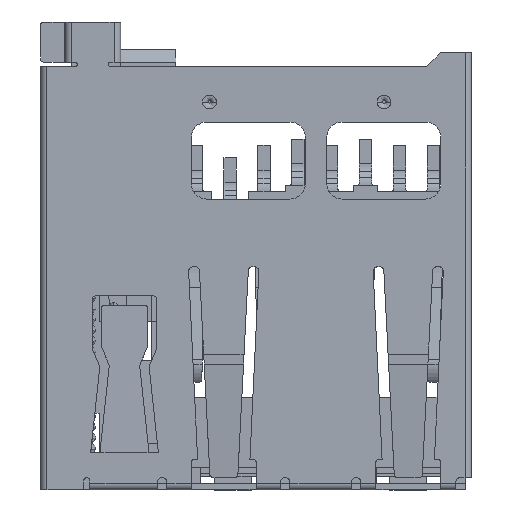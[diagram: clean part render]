
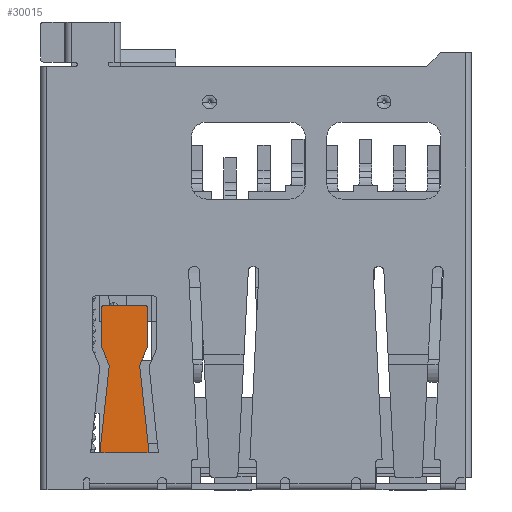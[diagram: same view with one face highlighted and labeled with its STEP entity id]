
A CAD part, top view. The second image highlights one B-rep face of the part: STEP entity #30015.
In plain terms, the highlighted face is planar.
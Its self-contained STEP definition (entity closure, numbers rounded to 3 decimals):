
#184 = ORIENTED_EDGE ( 'NONE', *, *, #16784, .T. ) ;
#958 = CARTESIAN_POINT ( 'NONE',  ( 3.518, 2.438, 0.14 ) ) ;
#1397 = LINE ( 'NONE', #8643, #40630 ) ;
#1502 = CARTESIAN_POINT ( 'NONE',  ( 3.618, 1.198, 0.118 ) ) ;
#1893 = DIRECTION ( 'NONE',  ( 0., 1., 0.017 ) ) ;
#2030 = CARTESIAN_POINT ( 'NONE',  ( 4.918, 1.098, 0.116 ) ) ;
#2621 = AXIS2_PLACEMENT_3D ( 'NONE', #1502, #24316, #4748 ) ;
#3178 = LINE ( 'NONE', #16309, #41372 ) ;
#3316 = CARTESIAN_POINT ( 'NONE',  ( 5.018, -0.001, 0.097 ) ) ;
#3925 = ORIENTED_EDGE ( 'NONE', *, *, #11880, .T. ) ;
#4046 = LINE ( 'NONE', #3316, #14769 ) ;
#4074 = DIRECTION ( 'NONE',  ( 0., -1., -0.017 ) ) ;
#4634 = DIRECTION ( 'NONE',  ( 0.107, 0.994, 0.017 ) ) ;
#4748 = DIRECTION ( 'NONE',  ( 0., 1., 0.017 ) ) ;
#4947 = CARTESIAN_POINT ( 'NONE',  ( 3.518, 1.198, 0.118 ) ) ;
#6163 = EDGE_CURVE ( 'NONE', #33022, #16122, #20914, .T. ) ;
#6448 = DIRECTION ( 'NONE',  ( -0.385, -0.923, -0.016 ) ) ;
#8588 = EDGE_CURVE ( 'NONE', #22325, #14846, #3178, .T. ) ;
#8643 = CARTESIAN_POINT ( 'NONE',  ( 0., 1.098, 0.116 ) ) ;
#8669 = VERTEX_POINT ( 'NONE', #4947 ) ;
#8955 = DIRECTION ( 'NONE',  ( 0., -1., -0.017 ) ) ;
#9734 = VECTOR ( 'NONE', #13331, 1000. ) ;
#10062 = EDGE_CURVE ( 'NONE', #14957, #16247, #18244, .T. ) ;
#10475 = FACE_OUTER_BOUND ( 'NONE', #25634, .T. ) ;
#11259 = VECTOR ( 'NONE', #25282, 1000. ) ;
#11880 = EDGE_CURVE ( 'NONE', #8669, #34381, #28807, .T. ) ;
#12340 = CARTESIAN_POINT ( 'NONE',  ( 3.618, 1.098, 0.116 ) ) ;
#13331 = DIRECTION ( 'NONE',  ( 1., 0., 0. ) ) ;
#13810 = ORIENTED_EDGE ( 'NONE', *, *, #8588, .T. ) ;
#14161 = ORIENTED_EDGE ( 'NONE', *, *, #6163, .T. ) ;
#14313 = LINE ( 'NONE', #32975, #30141 ) ;
#14472 = ORIENTED_EDGE ( 'NONE', *, *, #20730, .T. ) ;
#14769 = VECTOR ( 'NONE', #16019, 1000. ) ;
#14846 = VERTEX_POINT ( 'NONE', #30415 ) ;
#14957 = VERTEX_POINT ( 'NONE', #2030 ) ;
#15129 = PLANE ( 'NONE',  #24829 ) ;
#16019 = DIRECTION ( 'NONE',  ( 0., 1., 0.017 ) ) ;
#16122 = VERTEX_POINT ( 'NONE', #34248 ) ;
#16247 = VERTEX_POINT ( 'NONE', #28433 ) ;
#16309 = CARTESIAN_POINT ( 'NONE',  ( 3.47, 5.896, 0.2 ) ) ;
#16784 = EDGE_CURVE ( 'NONE', #25570, #33022, #28653, .T. ) ;
#18107 = ORIENTED_EDGE ( 'NONE', *, *, #30557, .T. ) ;
#18244 = CIRCLE ( 'NONE', #32270, 0.1 ) ;
#18666 = CARTESIAN_POINT ( 'NONE',  ( 5.018, 2.438, 0.14 ) ) ;
#18828 = DIRECTION ( 'NONE',  ( 0., -0.017, 1. ) ) ;
#19568 = DIRECTION ( 'NONE',  ( 0.107, -0.994, -0.017 ) ) ;
#19812 = ORIENTED_EDGE ( 'NONE', *, *, #10062, .T. ) ;
#20124 = VECTOR ( 'NONE', #4074, 1000. ) ;
#20730 = EDGE_CURVE ( 'NONE', #16247, #25570, #4046, .T. ) ;
#20793 = ORIENTED_EDGE ( 'NONE', *, *, #28357, .F. ) ;
#20914 = LINE ( 'NONE', #30859, #25535 ) ;
#21743 = CARTESIAN_POINT ( 'NONE',  ( 4.762, 3.054, 0.15 ) ) ;
#22140 = CARTESIAN_POINT ( 'NONE',  ( 0., -0.001, 0.097 ) ) ;
#22325 = VERTEX_POINT ( 'NONE', #29984 ) ;
#24316 = DIRECTION ( 'NONE',  ( 0., -0.017, 1. ) ) ;
#24829 = AXIS2_PLACEMENT_3D ( 'NONE', #22140, #18828, #8955 ) ;
#25282 = DIRECTION ( 'NONE',  ( -0.385, 0.923, 0.016 ) ) ;
#25520 = CARTESIAN_POINT ( 'NONE',  ( 3.47, 5.896, 0.2 ) ) ;
#25535 = VECTOR ( 'NONE', #4634, 1000. ) ;
#25570 = VERTEX_POINT ( 'NONE', #37692 ) ;
#25634 = EDGE_LOOP ( 'NONE', ( #13810, #25870, #37988, #3925, #18107, #19812, #14472, #184, #14161, #20793 ) ) ;
#25870 = ORIENTED_EDGE ( 'NONE', *, *, #35845, .T. ) ;
#26162 = LINE ( 'NONE', #25520, #9734 ) ;
#28357 = EDGE_CURVE ( 'NONE', #22325, #16122, #26162, .T. ) ;
#28433 = CARTESIAN_POINT ( 'NONE',  ( 5.018, 1.198, 0.118 ) ) ;
#28653 = LINE ( 'NONE', #18666, #11259 ) ;
#28807 = CIRCLE ( 'NONE', #2621, 0.1 ) ;
#29984 = CARTESIAN_POINT ( 'NONE',  ( 3.47, 5.898, 0.2 ) ) ;
#30015 = ADVANCED_FACE ( 'NONE', ( #10475 ), #15129, .T. ) ;
#30141 = VECTOR ( 'NONE', #6448, 1000. ) ;
#30415 = CARTESIAN_POINT ( 'NONE',  ( 3.774, 3.054, 0.15 ) ) ;
#30557 = EDGE_CURVE ( 'NONE', #34381, #14957, #1397, .T. ) ;
#30859 = CARTESIAN_POINT ( 'NONE',  ( 4.762, 3.054, 0.15 ) ) ;
#30997 = VERTEX_POINT ( 'NONE', #958 ) ;
#31485 = DIRECTION ( 'NONE',  ( 1., 0., 0. ) ) ;
#32270 = AXIS2_PLACEMENT_3D ( 'NONE', #37393, #40895, #1893 ) ;
#32975 = CARTESIAN_POINT ( 'NONE',  ( 3.774, 3.054, 0.15 ) ) ;
#33022 = VERTEX_POINT ( 'NONE', #21743 ) ;
#34248 = CARTESIAN_POINT ( 'NONE',  ( 5.066, 5.898, 0.2 ) ) ;
#34381 = VERTEX_POINT ( 'NONE', #12340 ) ;
#34713 = EDGE_CURVE ( 'NONE', #30997, #8669, #40500, .T. ) ;
#35845 = EDGE_CURVE ( 'NONE', #14846, #30997, #14313, .T. ) ;
#36574 = CARTESIAN_POINT ( 'NONE',  ( 3.518, -0.001, 0.097 ) ) ;
#37393 = CARTESIAN_POINT ( 'NONE',  ( 4.918, 1.198, 0.118 ) ) ;
#37692 = CARTESIAN_POINT ( 'NONE',  ( 5.018, 2.438, 0.14 ) ) ;
#37988 = ORIENTED_EDGE ( 'NONE', *, *, #34713, .T. ) ;
#40500 = LINE ( 'NONE', #36574, #20124 ) ;
#40630 = VECTOR ( 'NONE', #31485, 1000. ) ;
#40895 = DIRECTION ( 'NONE',  ( 0., -0.017, 1. ) ) ;
#41372 = VECTOR ( 'NONE', #19568, 1000. ) ;
